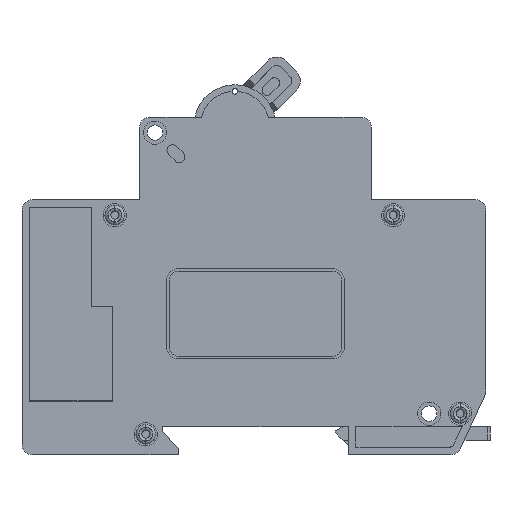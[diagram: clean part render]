
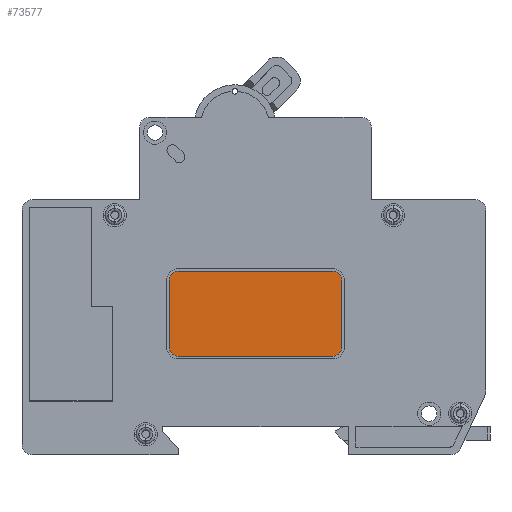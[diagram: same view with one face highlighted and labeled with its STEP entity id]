
A CAD part, left-side view. The second image highlights one B-rep face of the part: STEP entity #73577.
In plain terms, the highlighted planar face has unit normal (-1, 0, 0).
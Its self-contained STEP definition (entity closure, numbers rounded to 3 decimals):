
#580 = FACE_OUTER_BOUND ( 'NONE', #66778, .T. ) ;
#4544 = CARTESIAN_POINT ( 'NONE',  ( -94.4, 16.75, 28.4 ) ) ;
#11425 = EDGE_CURVE ( 'NONE', #31253, #62883, #55816, .T. ) ;
#11837 = DIRECTION ( 'NONE',  ( -1., 0., 0. ) ) ;
#14905 = DIRECTION ( 'NONE',  ( -1., 0., 0. ) ) ;
#15344 = ORIENTED_EDGE ( 'NONE', *, *, #65825, .T. ) ;
#16682 = DIRECTION ( 'NONE',  ( 0., 0., 1. ) ) ;
#17911 = CARTESIAN_POINT ( 'NONE',  ( -94.4, 15., 13.65 ) ) ;
#18279 = DIRECTION ( 'NONE',  ( 0., -1., 0. ) ) ;
#18309 = CARTESIAN_POINT ( 'NONE',  ( -94.4, -15., 30.15 ) ) ;
#19556 = DIRECTION ( 'NONE',  ( -1., 0., 0. ) ) ;
#20806 = EDGE_CURVE ( 'NONE', #38399, #31253, #53732, .T. ) ;
#21675 = VERTEX_POINT ( 'NONE', #42960 ) ;
#22002 = CARTESIAN_POINT ( 'NONE',  ( -94.4, 0., 0. ) ) ;
#22080 = DIRECTION ( 'NONE',  ( 0., 1., 0. ) ) ;
#23818 = DIRECTION ( 'NONE',  ( -1., 0., 0. ) ) ;
#26026 = ORIENTED_EDGE ( 'NONE', *, *, #31461, .T. ) ;
#26429 = CIRCLE ( 'NONE', #90264, 1.75 ) ;
#26778 = DIRECTION ( 'NONE',  ( -1., 0., 0. ) ) ;
#31253 = VERTEX_POINT ( 'NONE', #4544 ) ;
#31461 = EDGE_CURVE ( 'NONE', #37143, #38399, #87275, .T. ) ;
#33288 = CIRCLE ( 'NONE', #36334, 1.75 ) ;
#35898 = ORIENTED_EDGE ( 'NONE', *, *, #88994, .T. ) ;
#36090 = VECTOR ( 'NONE', #22080, 1000. ) ;
#36334 = AXIS2_PLACEMENT_3D ( 'NONE', #48962, #11837, #70816 ) ;
#37143 = VERTEX_POINT ( 'NONE', #18309 ) ;
#37865 = AXIS2_PLACEMENT_3D ( 'NONE', #66181, #23818, #16682 ) ;
#38399 = VERTEX_POINT ( 'NONE', #59161 ) ;
#38714 = ORIENTED_EDGE ( 'NONE', *, *, #56057, .T. ) ;
#38969 = CARTESIAN_POINT ( 'NONE',  ( -94.4, -15., 13.65 ) ) ;
#40057 = DIRECTION ( 'NONE',  ( 0., 0., 1. ) ) ;
#41554 = EDGE_CURVE ( 'NONE', #44860, #86795, #83465, .T. ) ;
#42063 = ORIENTED_EDGE ( 'NONE', *, *, #61778, .T. ) ;
#42960 = CARTESIAN_POINT ( 'NONE',  ( -94.4, -16.75, 28.4 ) ) ;
#43945 = PLANE ( 'NONE',  #55579 ) ;
#44860 = VERTEX_POINT ( 'NONE', #17911 ) ;
#45785 = DIRECTION ( 'NONE',  ( 0., 0., 1. ) ) ;
#48207 = DIRECTION ( 'NONE',  ( 0., 0., 1. ) ) ;
#48962 = CARTESIAN_POINT ( 'NONE',  ( -94.4, -15., 15.4 ) ) ;
#49894 = CARTESIAN_POINT ( 'NONE',  ( -94.4, -16.75, 28.4 ) ) ;
#50407 = CARTESIAN_POINT ( 'NONE',  ( -94.4, 15., 28.4 ) ) ;
#51803 = ORIENTED_EDGE ( 'NONE', *, *, #41554, .T. ) ;
#53054 = VECTOR ( 'NONE', #64344, 1000. ) ;
#53732 = CIRCLE ( 'NONE', #61518, 1.75 ) ;
#55579 = AXIS2_PLACEMENT_3D ( 'NONE', #22002, #14905, #45785 ) ;
#55816 = LINE ( 'NONE', #78139, #53054 ) ;
#56057 = EDGE_CURVE ( 'NONE', #86795, #87108, #33288, .T. ) ;
#59161 = CARTESIAN_POINT ( 'NONE',  ( -94.4, 15., 30.15 ) ) ;
#61518 = AXIS2_PLACEMENT_3D ( 'NONE', #50407, #26778, #48207 ) ;
#61778 = EDGE_CURVE ( 'NONE', #87108, #21675, #85551, .T. ) ;
#62883 = VERTEX_POINT ( 'NONE', #68311 ) ;
#64344 = DIRECTION ( 'NONE',  ( 0., 0., -1. ) ) ;
#65825 = EDGE_CURVE ( 'NONE', #62883, #44860, #86465, .T. ) ;
#66181 = CARTESIAN_POINT ( 'NONE',  ( -94.4, 15., 15.4 ) ) ;
#66778 = EDGE_LOOP ( 'NONE', ( #70752, #15344, #51803, #38714, #42063, #35898, #26026, #87020 ) ) ;
#68311 = CARTESIAN_POINT ( 'NONE',  ( -94.4, 16.75, 15.4 ) ) ;
#70752 = ORIENTED_EDGE ( 'NONE', *, *, #11425, .T. ) ;
#70816 = DIRECTION ( 'NONE',  ( 0., 0., 1. ) ) ;
#72041 = CARTESIAN_POINT ( 'NONE',  ( -94.4, 15., 30.15 ) ) ;
#73577 = ADVANCED_FACE ( 'NONE', ( #580 ), #43945, .T. ) ;
#78139 = CARTESIAN_POINT ( 'NONE',  ( -94.4, 16.75, 28.4 ) ) ;
#80265 = DIRECTION ( 'NONE',  ( 0., 0., 1. ) ) ;
#82992 = CARTESIAN_POINT ( 'NONE',  ( -94.4, 15., 13.65 ) ) ;
#83465 = LINE ( 'NONE', #82992, #85196 ) ;
#84740 = CARTESIAN_POINT ( 'NONE',  ( -94.4, -15., 28.4 ) ) ;
#85196 = VECTOR ( 'NONE', #18279, 1000. ) ;
#85551 = LINE ( 'NONE', #49894, #87208 ) ;
#86465 = CIRCLE ( 'NONE', #37865, 1.75 ) ;
#86795 = VERTEX_POINT ( 'NONE', #38969 ) ;
#87020 = ORIENTED_EDGE ( 'NONE', *, *, #20806, .T. ) ;
#87108 = VERTEX_POINT ( 'NONE', #92587 ) ;
#87208 = VECTOR ( 'NONE', #80265, 1000. ) ;
#87275 = LINE ( 'NONE', #72041, #36090 ) ;
#88994 = EDGE_CURVE ( 'NONE', #21675, #37143, #26429, .T. ) ;
#90264 = AXIS2_PLACEMENT_3D ( 'NONE', #84740, #19556, #40057 ) ;
#92587 = CARTESIAN_POINT ( 'NONE',  ( -94.4, -16.75, 15.4 ) ) ;
